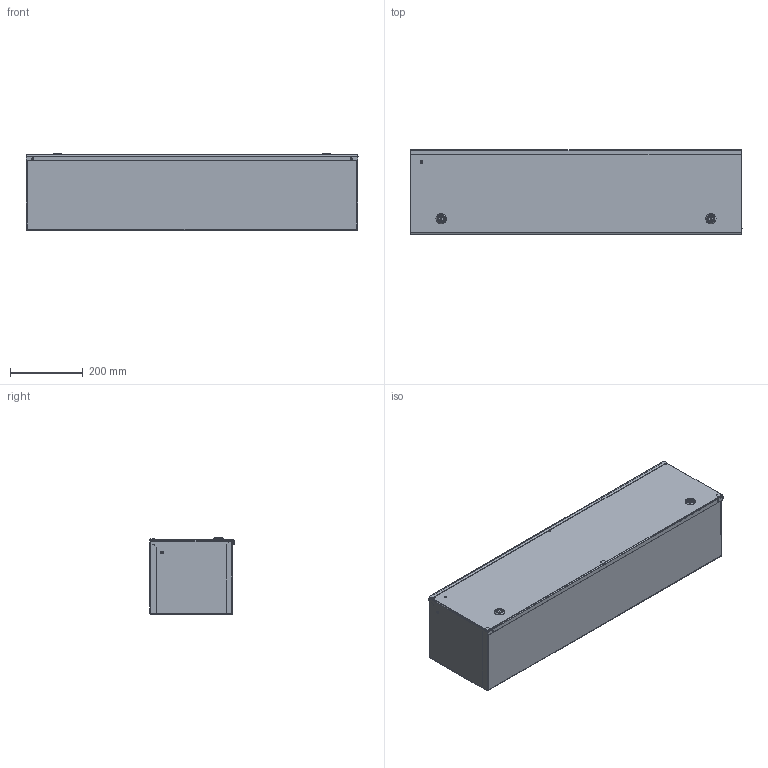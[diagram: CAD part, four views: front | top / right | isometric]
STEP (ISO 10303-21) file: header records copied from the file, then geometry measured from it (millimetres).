
FILE_DESCRIPTION (( 'STEP AP203' ), '1' );
FILE_NAME ('SCE-L9N368LP.step', '2021-02-09T22:29:26', ( 'ADC123' ), ( 'Microsoft' ), 'SwSTEP 2.0', 'SolidWorks 2019', '' );
FILE_SCHEMA (( 'CONFIG_CONTROL_DESIGN' ));
Length unit declared in the file: inch
Products named in the file (1): SCE-L9N368LP
Bounding box: 914.5 x 231.71 x 210.34 mm (x, y, z)
Volume: 1749251.5 mm3; surface area: 2222623.7 mm2
Topology: 27 solids, 27 shells, 1733 faces, 4727 edges, 2962 vertices
Faces by surface type: plane 736, cylinder 709, bspline 264, cone 24
Full cylindrical faces by diameter (mm): 4.775 x6, 4.905 x2, 6.299 x6, 6.35 x6, 6.502 x2, 7.137 x4, 8.661 x6, 8.715 x6, 11.176 x2, 12.497 x6, 12.7 x6, 15.748 x2, 16.129 x2, 28.575 x4
Entity records: 64740 total; most frequent: CARTESIAN_POINT 22965, ORIENTED_EDGE 8894, DIRECTION 8373, EDGE_CURVE 4447, AXIS2_PLACEMENT_3D 2996, VERTEX_POINT 2916, VECTOR 2381, LINE 2381
